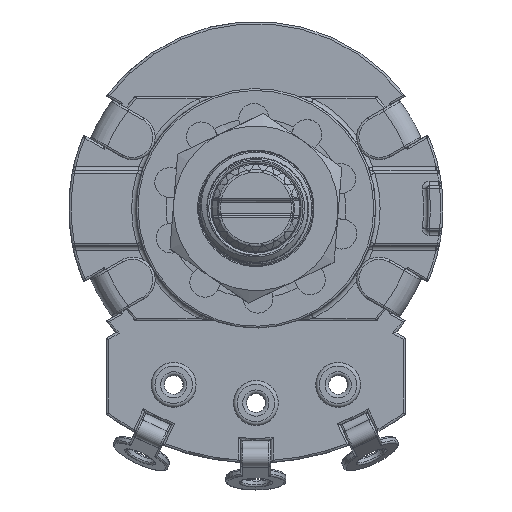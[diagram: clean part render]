
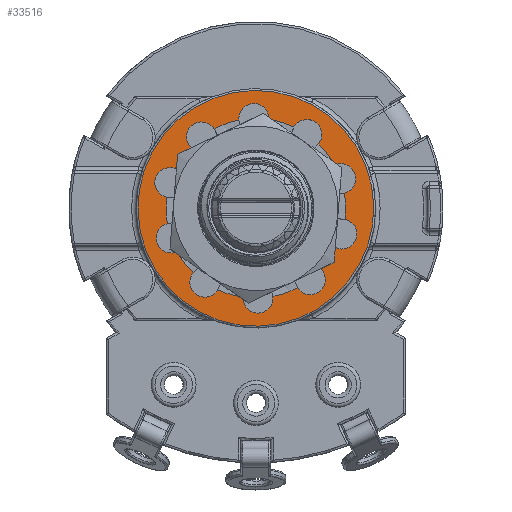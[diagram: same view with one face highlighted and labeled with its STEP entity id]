
A CAD part, top view. The second image highlights one B-rep face of the part: STEP entity #33516.
In plain terms, the highlighted planar face has unit normal (0, 0, 1).
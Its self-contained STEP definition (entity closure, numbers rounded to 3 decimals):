
#33494 = VERTEX_POINT('',#33495);
#33495 = CARTESIAN_POINT('',(7.873,0.185,
    15.5));
#33504 = EDGE_CURVE('',#33494,#33494,#33505,.T.);
#33505 = CIRCLE('',#33506,7.875);
#33506 = AXIS2_PLACEMENT_3D('',#33507,#33508,#33509);
#33507 = CARTESIAN_POINT('',(0.,0.,15.5));
#33508 = DIRECTION('',(0.,0.,-1.));
#33509 = DIRECTION('',(-1.,-0.023,0.));
#33516 = ADVANCED_FACE('',(#33517,#33520),#33702,.T.);
#33517 = FACE_BOUND('',#33518,.T.);
#33518 = EDGE_LOOP('',(#33519));
#33519 = ORIENTED_EDGE('',*,*,#33504,.F.);
#33520 = FACE_BOUND('',#33521,.T.);
#33521 = EDGE_LOOP('',(#33522,#33533,#33542,#33551,#33560,#33569,#33578,
    #33587,#33596,#33605,#33614,#33623,#33632,#33641,#33650,#33659,
    #33668,#33677,#33686,#33695));
#33522 = ORIENTED_EDGE('',*,*,#33523,.T.);
#33523 = EDGE_CURVE('',#33524,#33526,#33528,.T.);
#33524 = VERTEX_POINT('',#33525);
#33525 = CARTESIAN_POINT('',(2.545,5.434,
    15.5));
#33526 = VERTEX_POINT('',#33527);
#33527 = CARTESIAN_POINT('',(4.184,4.3,
    15.5));
#33528 = CIRCLE('',#33529,1.);
#33529 = AXIS2_PLACEMENT_3D('',#33530,#33531,#33532);
#33530 = CARTESIAN_POINT('',(3.412,4.936,
    15.5));
#33531 = DIRECTION('',(0.,0.,-1.));
#33532 = DIRECTION('',(-0.823,0.569,0.));
#33533 = ORIENTED_EDGE('',*,*,#33534,.T.);
#33534 = EDGE_CURVE('',#33526,#33535,#33537,.T.);
#33535 = VERTEX_POINT('',#33536);
#33536 = CARTESIAN_POINT('',(5.252,2.9,
    15.5));
#33537 = CIRCLE('',#33538,6.);
#33538 = AXIS2_PLACEMENT_3D('',#33539,#33540,#33541);
#33539 = CARTESIAN_POINT('',(0.,0.,15.5));
#33540 = DIRECTION('',(0.,0.,-1.));
#33541 = DIRECTION('',(-1.,-0.023,0.));
#33542 = ORIENTED_EDGE('',*,*,#33543,.T.);
#33543 = EDGE_CURVE('',#33535,#33544,#33546,.T.);
#33544 = VERTEX_POINT('',#33545);
#33545 = CARTESIAN_POINT('',(5.913,1.02,
    15.5));
#33546 = CIRCLE('',#33547,1.);
#33547 = AXIS2_PLACEMENT_3D('',#33548,#33549,#33550);
#33548 = CARTESIAN_POINT('',(5.661,1.988,
    15.5));
#33549 = DIRECTION('',(0.,0.,-1.));
#33550 = DIRECTION('',(-0.331,0.944,0.));
#33551 = ORIENTED_EDGE('',*,*,#33552,.T.);
#33552 = EDGE_CURVE('',#33544,#33553,#33555,.T.);
#33553 = VERTEX_POINT('',#33554);
#33554 = CARTESIAN_POINT('',(5.954,-0.741,
    15.5));
#33555 = CIRCLE('',#33556,6.);
#33556 = AXIS2_PLACEMENT_3D('',#33557,#33558,#33559);
#33557 = CARTESIAN_POINT('',(0.,0.,15.5));
#33558 = DIRECTION('',(0.,0.,-1.));
#33559 = DIRECTION('',(-1.,-0.023,0.));
#33560 = ORIENTED_EDGE('',*,*,#33561,.T.);
#33561 = EDGE_CURVE('',#33553,#33562,#33564,.T.);
#33562 = VERTEX_POINT('',#33563);
#33563 = CARTESIAN_POINT('',(5.383,-2.65,
    15.5));
#33564 = CIRCLE('',#33565,1.);
#33565 = AXIS2_PLACEMENT_3D('',#33566,#33567,#33568);
#33566 = CARTESIAN_POINT('',(5.748,-1.72,
    15.5));
#33567 = DIRECTION('',(0.,0.,-1.));
#33568 = DIRECTION('',(0.287,0.958,0.));
#33569 = ORIENTED_EDGE('',*,*,#33570,.T.);
#33570 = EDGE_CURVE('',#33562,#33571,#33573,.T.);
#33571 = VERTEX_POINT('',#33572);
#33572 = CARTESIAN_POINT('',(4.381,-4.099,
    15.5));
#33573 = CIRCLE('',#33574,6.);
#33574 = AXIS2_PLACEMENT_3D('',#33575,#33576,#33577);
#33575 = CARTESIAN_POINT('',(0.,0.,15.5));
#33576 = DIRECTION('',(0.,0.,-1.));
#33577 = DIRECTION('',(-1.,-0.023,0.));
#33578 = ORIENTED_EDGE('',*,*,#33579,.T.);
#33579 = EDGE_CURVE('',#33571,#33580,#33582,.T.);
#33580 = VERTEX_POINT('',#33581);
#33581 = CARTESIAN_POINT('',(2.797,-5.308,
    15.5));
#33582 = CIRCLE('',#33583,1.);
#33583 = AXIS2_PLACEMENT_3D('',#33584,#33585,#33586);
#33584 = CARTESIAN_POINT('',(3.64,-4.77,
    15.5));
#33585 = DIRECTION('',(0.,0.,-1.));
#33586 = DIRECTION('',(0.795,0.607,0.));
#33587 = ORIENTED_EDGE('',*,*,#33588,.T.);
#33588 = EDGE_CURVE('',#33580,#33589,#33591,.T.);
#33589 = VERTEX_POINT('',#33590);
#33590 = CARTESIAN_POINT('',(1.135,-5.892,15.5
    ));
#33591 = CIRCLE('',#33592,6.);
#33592 = AXIS2_PLACEMENT_3D('',#33593,#33594,#33595);
#33593 = CARTESIAN_POINT('',(0.,0.,15.5));
#33594 = DIRECTION('',(0.,0.,-1.));
#33595 = DIRECTION('',(-1.,-0.023,0.));
#33596 = ORIENTED_EDGE('',*,*,#33597,.T.);
#33597 = EDGE_CURVE('',#33589,#33598,#33600,.T.);
#33598 = VERTEX_POINT('',#33599);
#33599 = CARTESIAN_POINT('',(-0.857,-5.938,
    15.5));
#33600 = CIRCLE('',#33601,1.);
#33601 = AXIS2_PLACEMENT_3D('',#33602,#33603,#33604);
#33602 = CARTESIAN_POINT('',(0.141,-5.998,
    15.5));
#33603 = DIRECTION('',(0.,0.,-1.));
#33604 = DIRECTION('',(1.,0.023,0.));
#33605 = ORIENTED_EDGE('',*,*,#33606,.T.);
#33606 = EDGE_CURVE('',#33598,#33607,#33609,.T.);
#33607 = VERTEX_POINT('',#33608);
#33608 = CARTESIAN_POINT('',(-2.545,-5.434,
    15.5));
#33609 = CIRCLE('',#33610,6.);
#33610 = AXIS2_PLACEMENT_3D('',#33611,#33612,#33613);
#33611 = CARTESIAN_POINT('',(0.,0.,15.5));
#33612 = DIRECTION('',(0.,0.,-1.));
#33613 = DIRECTION('',(-1.,-0.023,0.));
#33614 = ORIENTED_EDGE('',*,*,#33615,.T.);
#33615 = EDGE_CURVE('',#33607,#33616,#33618,.T.);
#33616 = VERTEX_POINT('',#33617);
#33617 = CARTESIAN_POINT('',(-4.184,-4.3,
    15.5));
#33618 = CIRCLE('',#33619,1.);
#33619 = AXIS2_PLACEMENT_3D('',#33620,#33621,#33622);
#33620 = CARTESIAN_POINT('',(-3.412,-4.936,
    15.5));
#33621 = DIRECTION('',(0.,0.,-1.));
#33622 = DIRECTION('',(0.823,-0.569,0.));
#33623 = ORIENTED_EDGE('',*,*,#33624,.T.);
#33624 = EDGE_CURVE('',#33616,#33625,#33627,.T.);
#33625 = VERTEX_POINT('',#33626);
#33626 = CARTESIAN_POINT('',(-5.252,-2.9,
    15.5));
#33627 = CIRCLE('',#33628,6.);
#33628 = AXIS2_PLACEMENT_3D('',#33629,#33630,#33631);
#33629 = CARTESIAN_POINT('',(0.,0.,15.5));
#33630 = DIRECTION('',(0.,0.,-1.));
#33631 = DIRECTION('',(-1.,-0.023,0.));
#33632 = ORIENTED_EDGE('',*,*,#33633,.T.);
#33633 = EDGE_CURVE('',#33625,#33634,#33636,.T.);
#33634 = VERTEX_POINT('',#33635);
#33635 = CARTESIAN_POINT('',(-5.913,-1.02,
    15.5));
#33636 = CIRCLE('',#33637,1.);
#33637 = AXIS2_PLACEMENT_3D('',#33638,#33639,#33640);
#33638 = CARTESIAN_POINT('',(-5.661,-1.988,
    15.5));
#33639 = DIRECTION('',(0.,0.,-1.));
#33640 = DIRECTION('',(0.331,-0.944,0.));
#33641 = ORIENTED_EDGE('',*,*,#33642,.T.);
#33642 = EDGE_CURVE('',#33634,#33643,#33645,.T.);
#33643 = VERTEX_POINT('',#33644);
#33644 = CARTESIAN_POINT('',(-5.954,0.741,
    15.5));
#33645 = CIRCLE('',#33646,6.);
#33646 = AXIS2_PLACEMENT_3D('',#33647,#33648,#33649);
#33647 = CARTESIAN_POINT('',(0.,0.,15.5));
#33648 = DIRECTION('',(0.,0.,-1.));
#33649 = DIRECTION('',(-1.,-0.023,0.));
#33650 = ORIENTED_EDGE('',*,*,#33651,.T.);
#33651 = EDGE_CURVE('',#33643,#33652,#33654,.T.);
#33652 = VERTEX_POINT('',#33653);
#33653 = CARTESIAN_POINT('',(-5.383,2.65,
    15.5));
#33654 = CIRCLE('',#33655,1.);
#33655 = AXIS2_PLACEMENT_3D('',#33656,#33657,#33658);
#33656 = CARTESIAN_POINT('',(-5.748,1.72,
    15.5));
#33657 = DIRECTION('',(0.,0.,-1.));
#33658 = DIRECTION('',(-0.287,-0.958,0.));
#33659 = ORIENTED_EDGE('',*,*,#33660,.T.);
#33660 = EDGE_CURVE('',#33652,#33661,#33663,.T.);
#33661 = VERTEX_POINT('',#33662);
#33662 = CARTESIAN_POINT('',(-4.381,4.099,
    15.5));
#33663 = CIRCLE('',#33664,6.);
#33664 = AXIS2_PLACEMENT_3D('',#33665,#33666,#33667);
#33665 = CARTESIAN_POINT('',(0.,0.,15.5));
#33666 = DIRECTION('',(0.,0.,-1.));
#33667 = DIRECTION('',(-1.,-0.023,0.));
#33668 = ORIENTED_EDGE('',*,*,#33669,.T.);
#33669 = EDGE_CURVE('',#33661,#33670,#33672,.T.);
#33670 = VERTEX_POINT('',#33671);
#33671 = CARTESIAN_POINT('',(-2.797,5.308,
    15.5));
#33672 = CIRCLE('',#33673,1.);
#33673 = AXIS2_PLACEMENT_3D('',#33674,#33675,#33676);
#33674 = CARTESIAN_POINT('',(-3.64,4.77,
    15.5));
#33675 = DIRECTION('',(0.,0.,-1.));
#33676 = DIRECTION('',(-0.795,-0.607,0.));
#33677 = ORIENTED_EDGE('',*,*,#33678,.T.);
#33678 = EDGE_CURVE('',#33670,#33679,#33681,.T.);
#33679 = VERTEX_POINT('',#33680);
#33680 = CARTESIAN_POINT('',(-1.135,5.892,15.5
    ));
#33681 = CIRCLE('',#33682,6.);
#33682 = AXIS2_PLACEMENT_3D('',#33683,#33684,#33685);
#33683 = CARTESIAN_POINT('',(0.,0.,15.5));
#33684 = DIRECTION('',(0.,0.,-1.));
#33685 = DIRECTION('',(-1.,-0.023,0.));
#33686 = ORIENTED_EDGE('',*,*,#33687,.T.);
#33687 = EDGE_CURVE('',#33679,#33688,#33690,.T.);
#33688 = VERTEX_POINT('',#33689);
#33689 = CARTESIAN_POINT('',(0.857,5.938,15.5
    ));
#33690 = CIRCLE('',#33691,1.);
#33691 = AXIS2_PLACEMENT_3D('',#33692,#33693,#33694);
#33692 = CARTESIAN_POINT('',(-0.141,5.998,
    15.5));
#33693 = DIRECTION('',(0.,0.,-1.));
#33694 = DIRECTION('',(-1.,-0.023,0.));
#33695 = ORIENTED_EDGE('',*,*,#33696,.T.);
#33696 = EDGE_CURVE('',#33688,#33524,#33697,.T.);
#33697 = CIRCLE('',#33698,6.);
#33698 = AXIS2_PLACEMENT_3D('',#33699,#33700,#33701);
#33699 = CARTESIAN_POINT('',(0.,0.,15.5));
#33700 = DIRECTION('',(0.,0.,-1.));
#33701 = DIRECTION('',(-1.,-0.023,0.));
#33702 = PLANE('',#33703);
#33703 = AXIS2_PLACEMENT_3D('',#33704,#33705,#33706);
#33704 = CARTESIAN_POINT('',(0.,0.,
    15.5));
#33705 = DIRECTION('',(0.,0.,1.));
#33706 = DIRECTION('',(1.,0.023,0.));
